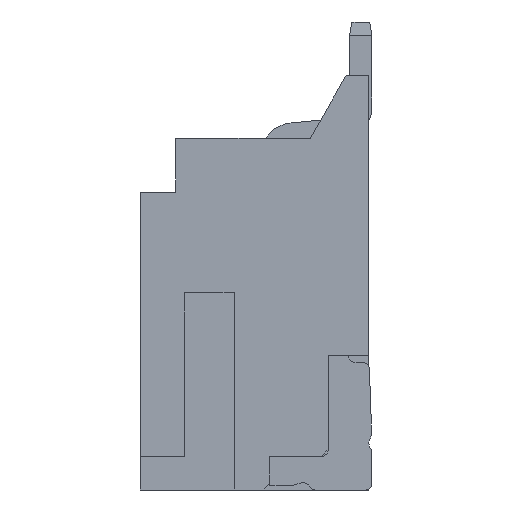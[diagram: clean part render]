
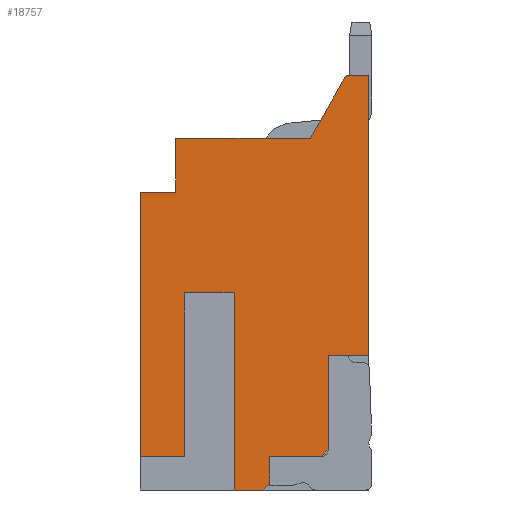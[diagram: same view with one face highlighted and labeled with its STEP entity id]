
A CAD part, left-side view. The second image highlights one B-rep face of the part: STEP entity #18757.
In plain terms, the highlighted planar face has unit normal (-1, 0, 0).
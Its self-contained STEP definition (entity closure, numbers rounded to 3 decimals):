
#24 = DIRECTION ( 'NONE',  ( 0., -1., 0. ) ) ;
#174 = VECTOR ( 'NONE', #10833, 1000. ) ;
#287 = DIRECTION ( 'NONE',  ( 0., 1., 0. ) ) ;
#419 = CARTESIAN_POINT ( 'NONE',  ( -8., -5.1, -4.85 ) ) ;
#431 = VERTEX_POINT ( 'NONE', #17983 ) ;
#828 = PLANE ( 'NONE',  #10035 ) ;
#943 = DIRECTION ( 'NONE',  ( 1., 0., 0. ) ) ;
#1308 = ORIENTED_EDGE ( 'NONE', *, *, #13691, .F. ) ;
#1351 = VERTEX_POINT ( 'NONE', #419 ) ;
#1718 = EDGE_CURVE ( 'NONE', #15527, #431, #8776, .T. ) ;
#1923 = CARTESIAN_POINT ( 'NONE',  ( -8., -4.85, 1.4 ) ) ;
#1927 = DIRECTION ( 'NONE',  ( 0., 0., 1. ) ) ;
#2129 = LINE ( 'NONE', #12890, #6541 ) ;
#2563 = CARTESIAN_POINT ( 'NONE',  ( -8., -0.8, -1.2 ) ) ;
#2608 = VERTEX_POINT ( 'NONE', #22099 ) ;
#2766 = CARTESIAN_POINT ( 'NONE',  ( -8., -2.55, -3.225 ) ) ;
#3381 = LINE ( 'NONE', #3994, #14424 ) ;
#3477 = EDGE_LOOP ( 'NONE', ( #20449, #8603, #8867, #10810, #5427, #22979, #12789, #11826, #19646, #8486, #18256, #1308, #5488, #17192, #5052, #10609, #16227, #4322 ) ) ;
#3539 = VECTOR ( 'NONE', #24, 1000. ) ;
#3576 = VECTOR ( 'NONE', #14601, 1000. ) ;
#3690 = VERTEX_POINT ( 'NONE', #6247 ) ;
#3693 = CARTESIAN_POINT ( 'NONE',  ( -8., -2.55, -7.1 ) ) ;
#3901 = VERTEX_POINT ( 'NONE', #23431 ) ;
#3994 = CARTESIAN_POINT ( 'NONE',  ( -8., -2.55, -1.2 ) ) ;
#4119 = VERTEX_POINT ( 'NONE', #19767 ) ;
#4228 = DIRECTION ( 'NONE',  ( 0., -1., 0. ) ) ;
#4322 = ORIENTED_EDGE ( 'NONE', *, *, #8713, .F. ) ;
#4481 = FACE_OUTER_BOUND ( 'NONE', #3477, .T. ) ;
#4566 = VERTEX_POINT ( 'NONE', #21902 ) ;
#4939 = VERTEX_POINT ( 'NONE', #6891 ) ;
#5052 = ORIENTED_EDGE ( 'NONE', *, *, #1718, .T. ) ;
#5373 = CARTESIAN_POINT ( 'NONE',  ( -8., 0., -7.1 ) ) ;
#5401 = DIRECTION ( 'NONE',  ( 0., 1., 0. ) ) ;
#5427 = ORIENTED_EDGE ( 'NONE', *, *, #6836, .F. ) ;
#5457 = DIRECTION ( 'NONE',  ( 0., -0.496, 0.868 ) ) ;
#5488 = ORIENTED_EDGE ( 'NONE', *, *, #18262, .F. ) ;
#5601 = LINE ( 'NONE', #18668, #7825 ) ;
#5882 = EDGE_CURVE ( 'NONE', #8642, #21910, #16830, .T. ) ;
#5964 = DIRECTION ( 'NONE',  ( 0., 0., -1. ) ) ;
#6100 = VERTEX_POINT ( 'NONE', #19137 ) ;
#6247 = CARTESIAN_POINT ( 'NONE',  ( -8., -4.2, -6.95 ) ) ;
#6541 = VECTOR ( 'NONE', #16919, 1000. ) ;
#6836 = EDGE_CURVE ( 'NONE', #21910, #4566, #18785, .T. ) ;
#6891 = CARTESIAN_POINT ( 'NONE',  ( -8., -2.9, -7.1 ) ) ;
#7101 = EDGE_CURVE ( 'NONE', #15527, #8158, #12888, .T. ) ;
#7161 = VECTOR ( 'NONE', #13552, 1000. ) ;
#7461 = DIRECTION ( 'NONE',  ( 0., 1., 0. ) ) ;
#7825 = VECTOR ( 'NONE', #1927, 1000. ) ;
#7954 = EDGE_CURVE ( 'NONE', #3901, #4939, #11472, .T. ) ;
#7991 = CARTESIAN_POINT ( 'NONE',  ( -8., -2.1, -3.45 ) ) ;
#8158 = VERTEX_POINT ( 'NONE', #7991 ) ;
#8248 = VECTOR ( 'NONE', #16911, 1000. ) ;
#8349 = CARTESIAN_POINT ( 'NONE',  ( -8., 0., -3.225 ) ) ;
#8486 = ORIENTED_EDGE ( 'NONE', *, *, #23932, .F. ) ;
#8544 = VECTOR ( 'NONE', #5401, 1000. ) ;
#8603 = ORIENTED_EDGE ( 'NONE', *, *, #18871, .F. ) ;
#8642 = VERTEX_POINT ( 'NONE', #11129 ) ;
#8713 = EDGE_CURVE ( 'NONE', #2608, #4939, #21995, .T. ) ;
#8776 = LINE ( 'NONE', #20272, #174 ) ;
#8816 = DIRECTION ( 'NONE',  ( 0., 0.707, -0.707 ) ) ;
#8867 = ORIENTED_EDGE ( 'NONE', *, *, #20102, .F. ) ;
#8957 = VERTEX_POINT ( 'NONE', #22084 ) ;
#9271 = CARTESIAN_POINT ( 'NONE',  ( -8., -2.55, -7.1 ) ) ;
#9311 = EDGE_CURVE ( 'NONE', #3690, #2608, #10755, .T. ) ;
#9394 = LINE ( 'NONE', #9271, #21721 ) ;
#9546 = CARTESIAN_POINT ( 'NONE',  ( -8., 0., -1.2 ) ) ;
#9642 = CARTESIAN_POINT ( 'NONE',  ( -8., -2.9, -6.025 ) ) ;
#10035 = AXIS2_PLACEMENT_3D ( 'NONE', #2766, #943, #5964 ) ;
#10054 = LINE ( 'NONE', #8349, #19011 ) ;
#10609 = ORIENTED_EDGE ( 'NONE', *, *, #14731, .F. ) ;
#10641 = CARTESIAN_POINT ( 'NONE',  ( -8., -1., -3.45 ) ) ;
#10755 = LINE ( 'NONE', #18243, #12534 ) ;
#10810 = ORIENTED_EDGE ( 'NONE', *, *, #17682, .T. ) ;
#10833 = DIRECTION ( 'NONE',  ( 0., -1., 0. ) ) ;
#11129 = CARTESIAN_POINT ( 'NONE',  ( -8., -3.8, 0. ) ) ;
#11472 = LINE ( 'NONE', #9642, #19617 ) ;
#11779 = CARTESIAN_POINT ( 'NONE',  ( -8., -2.55, -4.85 ) ) ;
#11826 = ORIENTED_EDGE ( 'NONE', *, *, #20830, .F. ) ;
#11964 = LINE ( 'NONE', #21013, #16720 ) ;
#12498 = VERTEX_POINT ( 'NONE', #2563 ) ;
#12534 = VECTOR ( 'NONE', #8816, 1000. ) ;
#12735 = VECTOR ( 'NONE', #7461, 1000. ) ;
#12789 = ORIENTED_EDGE ( 'NONE', *, *, #17670, .F. ) ;
#12888 = LINE ( 'NONE', #20352, #3576 ) ;
#12890 = CARTESIAN_POINT ( 'NONE',  ( -8., -4.2, -3.225 ) ) ;
#13381 = CARTESIAN_POINT ( 'NONE',  ( -8., -2.55, 0. ) ) ;
#13552 = DIRECTION ( 'NONE',  ( 0., 0., -1. ) ) ;
#13691 = EDGE_CURVE ( 'NONE', #17879, #8957, #15394, .T. ) ;
#13783 = CARTESIAN_POINT ( 'NONE',  ( -8., -1., -3.225 ) ) ;
#14424 = VECTOR ( 'NONE', #4228, 1000. ) ;
#14601 = DIRECTION ( 'NONE',  ( 0., 0., 1. ) ) ;
#14731 = EDGE_CURVE ( 'NONE', #3901, #431, #11964, .T. ) ;
#15394 = LINE ( 'NONE', #13783, #7161 ) ;
#15413 = CARTESIAN_POINT ( 'NONE',  ( -8., -4.6, 1.4 ) ) ;
#15426 = CARTESIAN_POINT ( 'NONE',  ( -8., -2.1, -7.85 ) ) ;
#15451 = DIRECTION ( 'NONE',  ( 0., 0., 1. ) ) ;
#15527 = VERTEX_POINT ( 'NONE', #15426 ) ;
#15596 = VECTOR ( 'NONE', #19249, 1000. ) ;
#15658 = DIRECTION ( 'NONE',  ( 0., 0.707, -0.707 ) ) ;
#15850 = VECTOR ( 'NONE', #5457, 1000. ) ;
#16204 = DIRECTION ( 'NONE',  ( 0., 0., 1. ) ) ;
#16227 = ORIENTED_EDGE ( 'NONE', *, *, #7954, .T. ) ;
#16276 = EDGE_CURVE ( 'NONE', #24062, #12498, #3381, .T. ) ;
#16720 = VECTOR ( 'NONE', #15658, 1000. ) ;
#16830 = LINE ( 'NONE', #20128, #15850 ) ;
#16911 = DIRECTION ( 'NONE',  ( 0., -1., 0. ) ) ;
#16919 = DIRECTION ( 'NONE',  ( 0., 0., -1. ) ) ;
#17192 = ORIENTED_EDGE ( 'NONE', *, *, #7101, .F. ) ;
#17522 = DIRECTION ( 'NONE',  ( 0., 0., 1. ) ) ;
#17670 = EDGE_CURVE ( 'NONE', #4119, #8642, #22389, .T. ) ;
#17682 = EDGE_CURVE ( 'NONE', #1351, #4566, #19102, .T. ) ;
#17879 = VERTEX_POINT ( 'NONE', #10641 ) ;
#17983 = CARTESIAN_POINT ( 'NONE',  ( -8., -2.75, -7.85 ) ) ;
#18243 = CARTESIAN_POINT ( 'NONE',  ( -8., -4.2, -6.95 ) ) ;
#18256 = ORIENTED_EDGE ( 'NONE', *, *, #18269, .F. ) ;
#18262 = EDGE_CURVE ( 'NONE', #8158, #17879, #18691, .T. ) ;
#18269 = EDGE_CURVE ( 'NONE', #8957, #19045, #9394, .T. ) ;
#18668 = CARTESIAN_POINT ( 'NONE',  ( -8., -0.8, -3.925 ) ) ;
#18691 = LINE ( 'NONE', #22572, #12735 ) ;
#18757 = ADVANCED_FACE ( 'NONE', ( #4481 ), #828, .F. ) ;
#18785 = LINE ( 'NONE', #1923, #3539 ) ;
#18871 = EDGE_CURVE ( 'NONE', #6100, #3690, #2129, .T. ) ;
#19011 = VECTOR ( 'NONE', #17522, 1000. ) ;
#19045 = VERTEX_POINT ( 'NONE', #5373 ) ;
#19102 = LINE ( 'NONE', #22756, #21893 ) ;
#19137 = CARTESIAN_POINT ( 'NONE',  ( -8., -4.2, -4.85 ) ) ;
#19249 = DIRECTION ( 'NONE',  ( 0., 1., 0. ) ) ;
#19617 = VECTOR ( 'NONE', #16204, 1000. ) ;
#19646 = ORIENTED_EDGE ( 'NONE', *, *, #16276, .F. ) ;
#19767 = CARTESIAN_POINT ( 'NONE',  ( -8., -0.8, 0. ) ) ;
#20102 = EDGE_CURVE ( 'NONE', #1351, #6100, #22765, .T. ) ;
#20128 = CARTESIAN_POINT ( 'NONE',  ( -8., -3.8, 0. ) ) ;
#20272 = CARTESIAN_POINT ( 'NONE',  ( -8., -2.55, -7.85 ) ) ;
#20352 = CARTESIAN_POINT ( 'NONE',  ( -8., -2.1, -3.225 ) ) ;
#20449 = ORIENTED_EDGE ( 'NONE', *, *, #9311, .F. ) ;
#20830 = EDGE_CURVE ( 'NONE', #12498, #4119, #5601, .T. ) ;
#21013 = CARTESIAN_POINT ( 'NONE',  ( -8., -2.9, -7.7 ) ) ;
#21721 = VECTOR ( 'NONE', #287, 1000. ) ;
#21893 = VECTOR ( 'NONE', #15451, 1000. ) ;
#21902 = CARTESIAN_POINT ( 'NONE',  ( -8., -5.1, 1.4 ) ) ;
#21910 = VERTEX_POINT ( 'NONE', #15413 ) ;
#21995 = LINE ( 'NONE', #3693, #8544 ) ;
#22084 = CARTESIAN_POINT ( 'NONE',  ( -8., -1., -7.1 ) ) ;
#22099 = CARTESIAN_POINT ( 'NONE',  ( -8., -4.05, -7.1 ) ) ;
#22389 = LINE ( 'NONE', #13381, #8248 ) ;
#22572 = CARTESIAN_POINT ( 'NONE',  ( -8., -2.55, -3.45 ) ) ;
#22756 = CARTESIAN_POINT ( 'NONE',  ( -8., -5.1, -3.225 ) ) ;
#22765 = LINE ( 'NONE', #11779, #15596 ) ;
#22979 = ORIENTED_EDGE ( 'NONE', *, *, #5882, .F. ) ;
#23431 = CARTESIAN_POINT ( 'NONE',  ( -8., -2.9, -7.7 ) ) ;
#23932 = EDGE_CURVE ( 'NONE', #19045, #24062, #10054, .T. ) ;
#24062 = VERTEX_POINT ( 'NONE', #9546 ) ;
